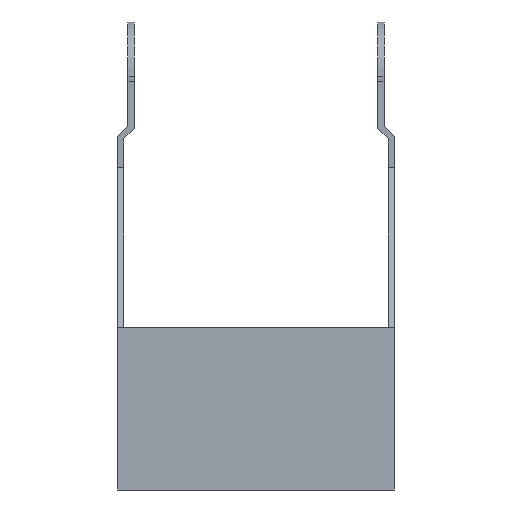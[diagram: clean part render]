
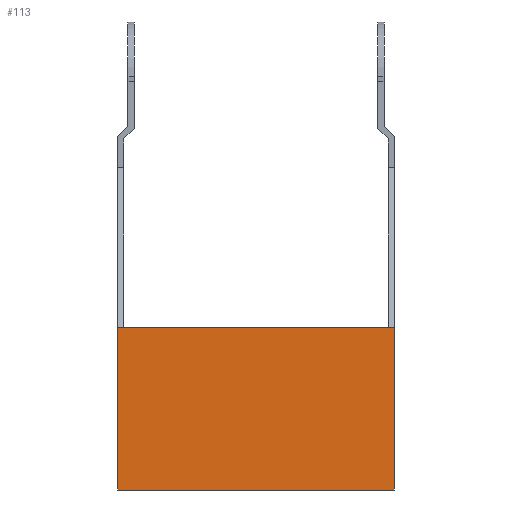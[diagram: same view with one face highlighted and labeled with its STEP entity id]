
A CAD part, left-side view. The second image highlights one B-rep face of the part: STEP entity #113.
In plain terms, the highlighted planar face has unit normal (-1, 0, 0).
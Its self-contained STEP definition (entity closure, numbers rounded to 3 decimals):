
#113=ADVANCED_FACE('',(#220),#221,.T.);
#220=FACE_OUTER_BOUND('',#318,.T.);
#221=PLANE('',#319);
#318=EDGE_LOOP('',(#603,#604,#605,#606));
#319=AXIS2_PLACEMENT_3D('',#607,#608,#609);
#603=ORIENTED_EDGE('',*,*,#674,.F.);
#604=ORIENTED_EDGE('',*,*,#665,.F.);
#605=ORIENTED_EDGE('',*,*,#679,.F.);
#606=ORIENTED_EDGE('',*,*,#689,.T.);
#607=CARTESIAN_POINT('',(-90.0,52.,-125.0));
#608=DIRECTION('',(-1.0,0.0,0.0));
#609=DIRECTION('',(0.0,0.0,1.0));
#665=EDGE_CURVE('',#809,#811,#812,.T.);
#674=EDGE_CURVE('',#811,#823,#824,.T.);
#679=EDGE_CURVE('',#831,#809,#832,.T.);
#689=EDGE_CURVE('',#831,#823,#848,.T.);
#809=VERTEX_POINT('',#1014);
#811=VERTEX_POINT('',#1017);
#812=LINE('',#1018,#1019);
#823=VERTEX_POINT('',#1035);
#824=LINE('',#1036,#1037);
#831=VERTEX_POINT('',#1047);
#832=LINE('',#1048,#1049);
#848=LINE('',#1073,#1074);
#1014=CARTESIAN_POINT('',(-90.0,-68.,-125.0));
#1017=CARTESIAN_POINT('',(-90.0,-68.,-205.0));
#1018=CARTESIAN_POINT('',(-90.0,-68.,-125.0));
#1019=VECTOR('',#1197,80.0);
#1035=CARTESIAN_POINT('',(-90.0,68.,-205.0));
#1036=CARTESIAN_POINT('',(-90.0,52.,-205.0));
#1037=VECTOR('',#1203,16.);
#1047=CARTESIAN_POINT('',(-90.0,68.,-125.0));
#1048=CARTESIAN_POINT('',(-90.0,0.0,-125.0));
#1049=VECTOR('',#1207,1.0);
#1073=CARTESIAN_POINT('',(-90.0,68.,-125.0));
#1074=VECTOR('',#1216,80.0);
#1197=DIRECTION('',(0.0,0.0,-1.0));
#1203=DIRECTION('',(0.0,1.0,0.0));
#1207=DIRECTION('',(0.0,-1.0,0.0));
#1216=DIRECTION('',(0.0,0.0,-1.0));
